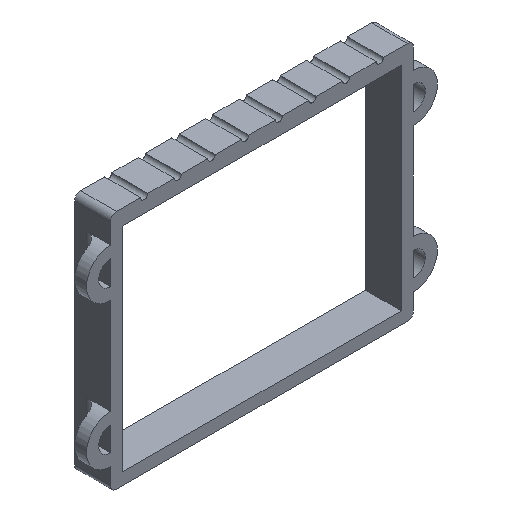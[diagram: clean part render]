
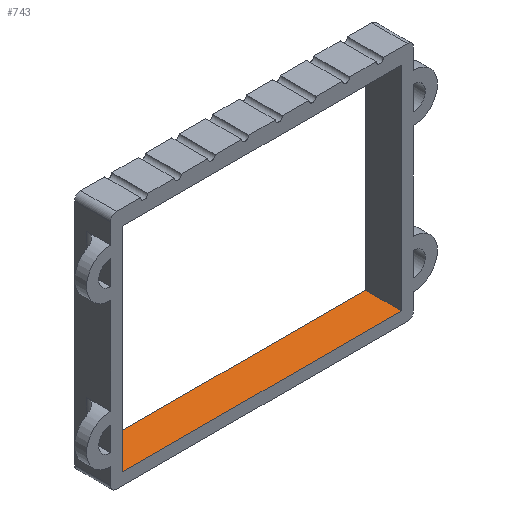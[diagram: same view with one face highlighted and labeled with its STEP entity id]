
A CAD part, isometric view. The second image highlights one B-rep face of the part: STEP entity #743.
In plain terms, the highlighted planar face has unit normal (0, 0, 1).
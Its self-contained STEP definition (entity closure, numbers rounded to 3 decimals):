
#32 = VECTOR ( 'NONE', #1441, 1000. ) ;
#43 = FACE_OUTER_BOUND ( 'NONE', #1664, .T. ) ;
#97 = CARTESIAN_POINT ( 'NONE',  ( 23.25, 6., -17.75 ) ) ;
#143 = ORIENTED_EDGE ( 'NONE', *, *, #518, .T. ) ;
#181 = LINE ( 'NONE', #1949, #1728 ) ;
#208 = DIRECTION ( 'NONE',  ( 0., -1., 0. ) ) ;
#343 = EDGE_CURVE ( 'NONE', #1464, #1524, #181, .T. ) ;
#374 = DIRECTION ( 'NONE',  ( 0., -1., 0. ) ) ;
#379 = EDGE_CURVE ( 'NONE', #1464, #694, #476, .T. ) ;
#410 = ORIENTED_EDGE ( 'NONE', *, *, #379, .T. ) ;
#476 = LINE ( 'NONE', #806, #32 ) ;
#518 = EDGE_CURVE ( 'NONE', #694, #820, #643, .T. ) ;
#580 = EDGE_CURVE ( 'NONE', #1524, #820, #1397, .T. ) ;
#593 = CARTESIAN_POINT ( 'NONE',  ( -23.25, 6., -17.75 ) ) ;
#643 = LINE ( 'NONE', #1291, #1036 ) ;
#645 = DIRECTION ( 'NONE',  ( -1., 0., 0. ) ) ;
#694 = VERTEX_POINT ( 'NONE', #593 ) ;
#743 = ADVANCED_FACE ( 'NONE', ( #43 ), #748, .T. ) ;
#748 = PLANE ( 'NONE',  #1727 ) ;
#806 = CARTESIAN_POINT ( 'NONE',  ( 23.25, 6., -17.75 ) ) ;
#820 = VERTEX_POINT ( 'NONE', #1957 ) ;
#974 = VECTOR ( 'NONE', #645, 1000. ) ;
#1036 = VECTOR ( 'NONE', #208, 1000. ) ;
#1038 = CARTESIAN_POINT ( 'NONE',  ( 23.25, 0., -17.75 ) ) ;
#1291 = CARTESIAN_POINT ( 'NONE',  ( -23.25, 6., -17.75 ) ) ;
#1397 = LINE ( 'NONE', #1735, #974 ) ;
#1420 = ORIENTED_EDGE ( 'NONE', *, *, #343, .F. ) ;
#1441 = DIRECTION ( 'NONE',  ( -1., 0., 0. ) ) ;
#1464 = VERTEX_POINT ( 'NONE', #97 ) ;
#1524 = VERTEX_POINT ( 'NONE', #1038 ) ;
#1540 = DIRECTION ( 'NONE',  ( 0., 0., 1. ) ) ;
#1554 = DIRECTION ( 'NONE',  ( 1., 0., 0. ) ) ;
#1664 = EDGE_LOOP ( 'NONE', ( #2006, #1420, #410, #143 ) ) ;
#1727 = AXIS2_PLACEMENT_3D ( 'NONE', #1840, #1540, #1554 ) ;
#1728 = VECTOR ( 'NONE', #374, 1000. ) ;
#1735 = CARTESIAN_POINT ( 'NONE',  ( 23.25, 0., -17.75 ) ) ;
#1840 = CARTESIAN_POINT ( 'NONE',  ( 23.25, 6., -17.75 ) ) ;
#1949 = CARTESIAN_POINT ( 'NONE',  ( 23.25, 6., -17.75 ) ) ;
#1957 = CARTESIAN_POINT ( 'NONE',  ( -23.25, 0., -17.75 ) ) ;
#2006 = ORIENTED_EDGE ( 'NONE', *, *, #580, .F. ) ;
